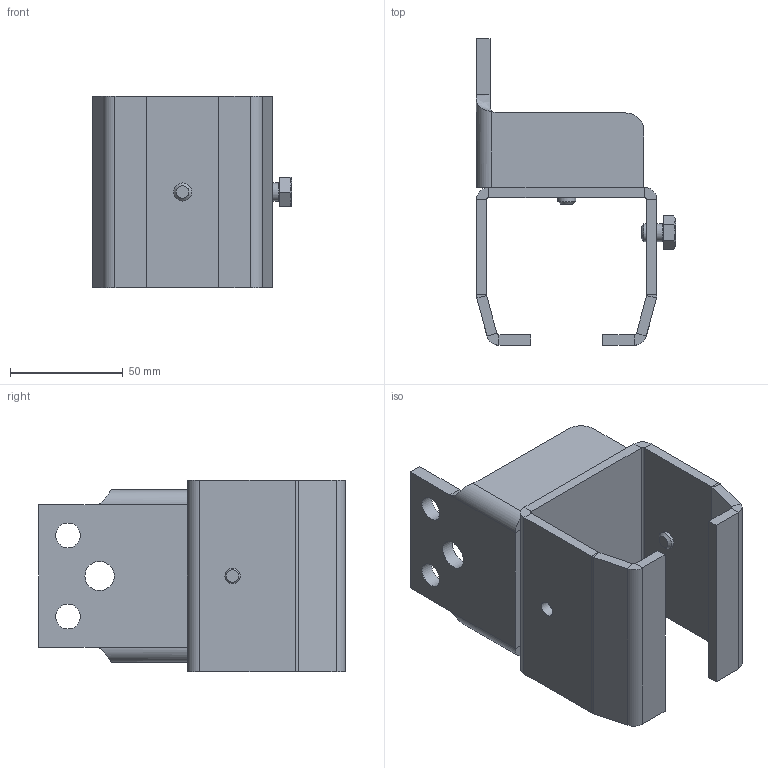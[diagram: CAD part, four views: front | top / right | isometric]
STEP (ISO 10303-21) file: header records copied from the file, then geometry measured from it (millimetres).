
FILE_DESCRIPTION(('STEP AP203'), '1');
FILE_NAME('252.RC59 Äåðæàòåëü RC59 ñ áîêîâûì êðåïëåíèåì', '', ('UNSPECIFIED'), ('UNSPECIFIED'), 'ASCON STEP Converter 1.3', 'ASCON Math Kernel', '');
FILE_SCHEMA(('CONFIG_CONTROL_DESIGN'));
Length unit declared in the file: millimetre
Products named in the file (1): 252.RC59
Bounding box: 88.3 x 136 x 85 mm (x, y, z)
Volume: 144568.9 mm3; surface area: 64033.5 mm2
Topology: 2 solids, 2 shells, 233 faces, 588 edges, 370 vertices
Faces by surface type: plane 140, cylinder 85, cone 4, torus 2, bspline 2
Full cylindrical faces by diameter (mm): 6.8 x2, 8 x3, 11 x2, 13 x1
Entity records: 9464 total; most frequent: CARTESIAN_POINT 1888, DIRECTION 1196, ORIENTED_EDGE 1148, EDGE_CURVE 574, AXIS2_PLACEMENT_3D 406, LINE 384, VECTOR 384, VERTEX_POINT 370
